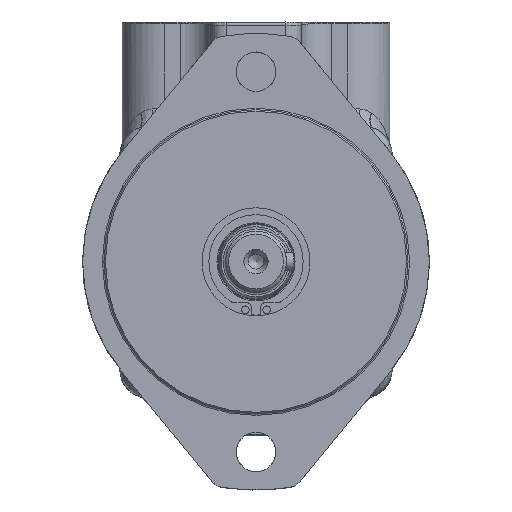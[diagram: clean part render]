
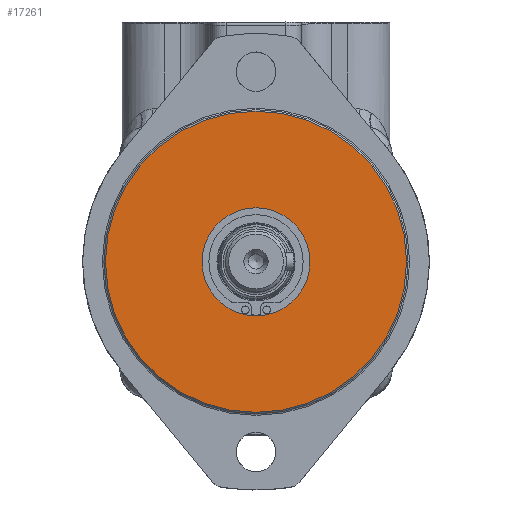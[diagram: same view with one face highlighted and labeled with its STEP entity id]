
A CAD part, top view. The second image highlights one B-rep face of the part: STEP entity #17261.
In plain terms, the highlighted planar face has unit normal (0, 0, 1).
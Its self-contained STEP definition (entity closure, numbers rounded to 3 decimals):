
#3466=FACE_BOUND('',#4673,.T.);
#3530=FACE_OUTER_BOUND('',#4672,.T.);
#4672=EDGE_LOOP('',(#11429));
#4673=EDGE_LOOP('',(#11430,#11431));
#5873=CIRCLE('',#18484,17.75);
#5874=CIRCLE('',#18485,17.75);
#5876=CIRCLE('',#18489,49.5);
#6895=VERTEX_POINT('',#24726);
#6896=VERTEX_POINT('',#24727);
#6898=VERTEX_POINT('',#24736);
#8614=EDGE_CURVE('',#6895,#6896,#5873,.T.);
#8615=EDGE_CURVE('',#6896,#6895,#5874,.T.);
#8619=EDGE_CURVE('',#6898,#6898,#5876,.T.);
#11429=ORIENTED_EDGE('',*,*,#8619,.F.);
#11430=ORIENTED_EDGE('',*,*,#8614,.T.);
#11431=ORIENTED_EDGE('',*,*,#8615,.T.);
#17031=PLANE('',#18488);
#17261=ADVANCED_FACE('',(#3530,#3466),#17031,.F.);
#18484=AXIS2_PLACEMENT_3D('',#24728,#20329,#20330);
#18485=AXIS2_PLACEMENT_3D('',#24729,#20331,#20332);
#18488=AXIS2_PLACEMENT_3D('',#24735,#20339,#20340);
#18489=AXIS2_PLACEMENT_3D('',#24737,#20341,#20342);
#20329=DIRECTION('center_axis',(0.,0.,-1.));
#20330=DIRECTION('ref_axis',(0.,1.,0.));
#20331=DIRECTION('center_axis',(0.,0.,-1.));
#20332=DIRECTION('ref_axis',(0.,1.,0.));
#20339=DIRECTION('center_axis',(0.,0.,-1.));
#20340=DIRECTION('ref_axis',(0.,-1.,0.));
#20341=DIRECTION('center_axis',(0.,0.,-1.));
#20342=DIRECTION('ref_axis',(0.,-1.,0.));
#24726=CARTESIAN_POINT('',(0.,-17.75,86.5));
#24727=CARTESIAN_POINT('',(0.,17.75,86.5));
#24728=CARTESIAN_POINT('Origin',(0.,0.,86.5));
#24729=CARTESIAN_POINT('Origin',(0.,0.,86.5));
#24735=CARTESIAN_POINT('Origin',(0.,0.,86.5));
#24736=CARTESIAN_POINT('',(0.,49.5,86.5));
#24737=CARTESIAN_POINT('Origin',(0.,0.,86.5));
